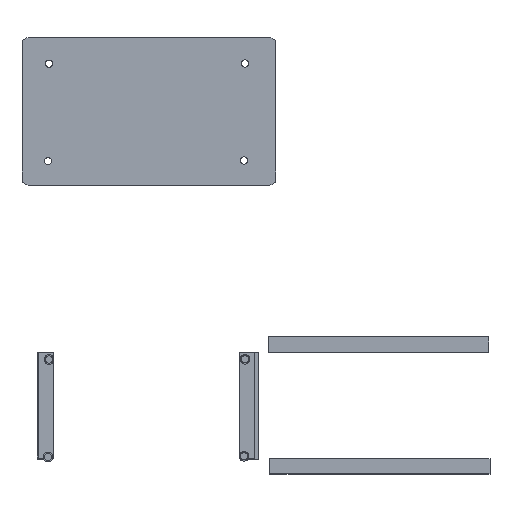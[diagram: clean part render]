
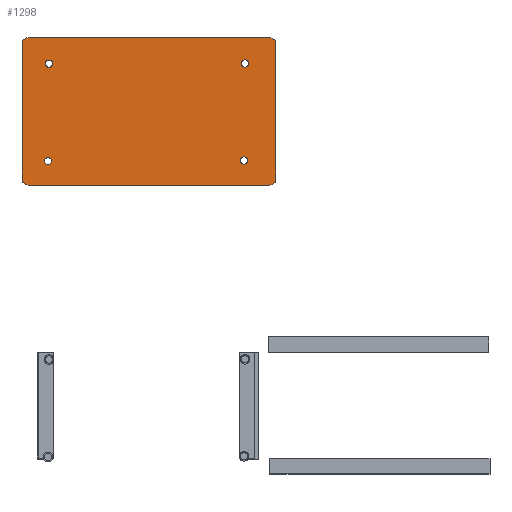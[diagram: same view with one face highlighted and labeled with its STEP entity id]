
A CAD part, top view. The second image highlights one B-rep face of the part: STEP entity #1298.
In plain terms, the highlighted planar face has unit normal (0, 0, 1).
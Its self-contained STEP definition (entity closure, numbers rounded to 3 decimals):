
#1 = ORIENTED_EDGE ( 'NONE', *, *, #1282, .F. ) ;
#9 = VERTEX_POINT ( 'NONE', #63 ) ;
#27 = VERTEX_POINT ( 'NONE', #1290 ) ;
#42 = CARTESIAN_POINT ( 'NONE',  ( 162.937, -81.257, 15. ) ) ;
#50 = DIRECTION ( 'NONE',  ( 1., 0., 0. ) ) ;
#52 = DIRECTION ( 'NONE',  ( 0., 0., 1. ) ) ;
#63 = CARTESIAN_POINT ( 'NONE',  ( 152.733, 79.253, 15. ) ) ;
#86 = AXIS2_PLACEMENT_3D ( 'NONE', #869, #655, #50 ) ;
#87 = DIRECTION ( 'NONE',  ( 1., 0., 0. ) ) ;
#90 = DIRECTION ( 'NONE',  ( 1., 0., 0. ) ) ;
#94 = ORIENTED_EDGE ( 'NONE', *, *, #1458, .T. ) ;
#99 = CARTESIAN_POINT ( 'NONE',  ( 158.733, 79.253, 15. ) ) ;
#137 = ORIENTED_EDGE ( 'NONE', *, *, #1564, .T. ) ;
#150 = DIRECTION ( 'NONE',  ( 0., 0., 1. ) ) ;
#171 = CARTESIAN_POINT ( 'NONE',  ( -165.518, 78.893, 15. ) ) ;
#190 = FACE_BOUND ( 'NONE', #928, .T. ) ;
#206 = ORIENTED_EDGE ( 'NONE', *, *, #441, .T. ) ;
#212 = ORIENTED_EDGE ( 'NONE', *, *, #729, .F. ) ;
#221 = VERTEX_POINT ( 'NONE', #1197 ) ;
#222 = CIRCLE ( 'NONE', #1461, 6. ) ;
#225 = CIRCLE ( 'NONE', #566, 10. ) ;
#236 = AXIS2_PLACEMENT_3D ( 'NONE', #171, #275, #779 ) ;
#254 = CARTESIAN_POINT ( 'NONE',  ( 200., -121.892, 15. ) ) ;
#261 = EDGE_CURVE ( 'NONE', #27, #1434, #1009, .T. ) ;
#268 = CARTESIAN_POINT ( 'NONE',  ( 164.733, 79.253, 15. ) ) ;
#269 = CARTESIAN_POINT ( 'NONE',  ( -200., 121.892, 15. ) ) ;
#270 = EDGE_CURVE ( 'NONE', #361, #925, #222, .T. ) ;
#275 = DIRECTION ( 'NONE',  ( 0., 0., 1. ) ) ;
#295 = CARTESIAN_POINT ( 'NONE',  ( 210., -111.892, 15. ) ) ;
#298 = ORIENTED_EDGE ( 'NONE', *, *, #1342, .T. ) ;
#352 = VERTEX_POINT ( 'NONE', #375 ) ;
#361 = VERTEX_POINT ( 'NONE', #1266 ) ;
#369 = CARTESIAN_POINT ( 'NONE',  ( -172.955, -82.334, 15. ) ) ;
#372 = CARTESIAN_POINT ( 'NONE',  ( -200., 111.892, 15. ) ) ;
#375 = CARTESIAN_POINT ( 'NONE',  ( -200., 121.892, 15. ) ) ;
#376 = VERTEX_POINT ( 'NONE', #369 ) ;
#377 = AXIS2_PLACEMENT_3D ( 'NONE', #99, #693, #90 ) ;
#383 = DIRECTION ( 'NONE',  ( 1., 0., 0. ) ) ;
#388 = CIRCLE ( 'NONE', #1296, 6. ) ;
#413 = CARTESIAN_POINT ( 'NONE',  ( -166.955, -82.334, 15. ) ) ;
#426 = ORIENTED_EDGE ( 'NONE', *, *, #1271, .F. ) ;
#429 = FACE_OUTER_BOUND ( 'NONE', #1238, .T. ) ;
#436 = CARTESIAN_POINT ( 'NONE',  ( 200., -111.892, 15. ) ) ;
#441 = EDGE_CURVE ( 'NONE', #221, #650, #787, .T. ) ;
#446 = DIRECTION ( 'NONE',  ( 1., 0., 0. ) ) ;
#463 = CARTESIAN_POINT ( 'NONE',  ( -200., -111.892, 15. ) ) ;
#467 = CARTESIAN_POINT ( 'NONE',  ( -166.955, -82.334, 15. ) ) ;
#476 = DIRECTION ( 'NONE',  ( 0., 1., 0. ) ) ;
#489 = EDGE_CURVE ( 'NONE', #1222, #858, #388, .T. ) ;
#495 = CIRCLE ( 'NONE', #236, 6. ) ;
#515 = DIRECTION ( 'NONE',  ( -1., 0., 0. ) ) ;
#516 = DIRECTION ( 'NONE',  ( 0., -1., 0. ) ) ;
#521 = CARTESIAN_POINT ( 'NONE',  ( -171.518, 78.893, 15. ) ) ;
#534 = CIRCLE ( 'NONE', #377, 6. ) ;
#539 = ORIENTED_EDGE ( 'NONE', *, *, #261, .T. ) ;
#551 = CIRCLE ( 'NONE', #1245, 10. ) ;
#558 = VECTOR ( 'NONE', #516, 1000. ) ;
#566 = AXIS2_PLACEMENT_3D ( 'NONE', #463, #829, #1102 ) ;
#567 = DIRECTION ( 'NONE',  ( 0., 0., 1. ) ) ;
#581 = EDGE_CURVE ( 'NONE', #352, #27, #752, .T. ) ;
#613 = CARTESIAN_POINT ( 'NONE',  ( 210., 111.892, 15. ) ) ;
#629 = AXIS2_PLACEMENT_3D ( 'NONE', #1511, #659, #1153 ) ;
#630 = CARTESIAN_POINT ( 'NONE',  ( -160.955, -82.334, 15. ) ) ;
#638 = VECTOR ( 'NONE', #476, 1000. ) ;
#641 = LINE ( 'NONE', #269, #812 ) ;
#650 = VERTEX_POINT ( 'NONE', #254 ) ;
#655 = DIRECTION ( 'NONE',  ( 0., 0., 1. ) ) ;
#659 = DIRECTION ( 'NONE',  ( 0., 0., 1. ) ) ;
#662 = DIRECTION ( 'NONE',  ( 0., 0., 1. ) ) ;
#664 = AXIS2_PLACEMENT_3D ( 'NONE', #1410, #52, #515 ) ;
#666 = CARTESIAN_POINT ( 'NONE',  ( -159.518, 78.893, 15. ) ) ;
#673 = DIRECTION ( 'NONE',  ( 0., 0., 1. ) ) ;
#678 = FACE_BOUND ( 'NONE', #900, .T. ) ;
#693 = DIRECTION ( 'NONE',  ( 0., 0., 1. ) ) ;
#700 = CIRCLE ( 'NONE', #629, 6. ) ;
#729 = EDGE_CURVE ( 'NONE', #950, #9, #534, .T. ) ;
#752 = CIRCLE ( 'NONE', #1107, 10. ) ;
#757 = ORIENTED_EDGE ( 'NONE', *, *, #581, .T. ) ;
#773 = EDGE_LOOP ( 'NONE', ( #1395, #1203 ) ) ;
#776 = CIRCLE ( 'NONE', #86, 6. ) ;
#779 = DIRECTION ( 'NONE',  ( 1., 0., 0. ) ) ;
#787 = LINE ( 'NONE', #1081, #1374 ) ;
#810 = EDGE_CURVE ( 'NONE', #1531, #352, #641, .T. ) ;
#812 = VECTOR ( 'NONE', #917, 1000. ) ;
#829 = DIRECTION ( 'NONE',  ( 0., 0., 1. ) ) ;
#830 = CIRCLE ( 'NONE', #1196, 6. ) ;
#843 = EDGE_CURVE ( 'NONE', #846, #1531, #1359, .T. ) ;
#846 = VERTEX_POINT ( 'NONE', #1048 ) ;
#858 = VERTEX_POINT ( 'NONE', #521 ) ;
#862 = CARTESIAN_POINT ( 'NONE',  ( 200., 121.892, 15. ) ) ;
#869 = CARTESIAN_POINT ( 'NONE',  ( 158.733, 79.253, 15. ) ) ;
#872 = EDGE_CURVE ( 'NONE', #376, #1292, #1432, .T. ) ;
#900 = EDGE_LOOP ( 'NONE', ( #1367, #1541 ) ) ;
#906 = ORIENTED_EDGE ( 'NONE', *, *, #810, .T. ) ;
#917 = DIRECTION ( 'NONE',  ( -1., 0., 0. ) ) ;
#925 = VERTEX_POINT ( 'NONE', #42 ) ;
#928 = EDGE_LOOP ( 'NONE', ( #992, #1 ) ) ;
#949 = CARTESIAN_POINT ( 'NONE',  ( -165.518, 78.893, 15. ) ) ;
#950 = VERTEX_POINT ( 'NONE', #268 ) ;
#957 = LINE ( 'NONE', #613, #638 ) ;
#992 = ORIENTED_EDGE ( 'NONE', *, *, #872, .F. ) ;
#1009 = LINE ( 'NONE', #1234, #558 ) ;
#1013 = DIRECTION ( 'NONE',  ( 1., 0., 0. ) ) ;
#1031 = EDGE_CURVE ( 'NONE', #925, #361, #700, .T. ) ;
#1048 = CARTESIAN_POINT ( 'NONE',  ( 210., 111.892, 15. ) ) ;
#1052 = CARTESIAN_POINT ( 'NONE',  ( -210., -111.892, 15. ) ) ;
#1055 = VERTEX_POINT ( 'NONE', #295 ) ;
#1070 = FACE_BOUND ( 'NONE', #773, .T. ) ;
#1081 = CARTESIAN_POINT ( 'NONE',  ( -200., -121.892, 15. ) ) ;
#1102 = DIRECTION ( 'NONE',  ( 1., 0., 0. ) ) ;
#1107 = AXIS2_PLACEMENT_3D ( 'NONE', #372, #1456, #1110 ) ;
#1110 = DIRECTION ( 'NONE',  ( 1., 0., 0. ) ) ;
#1140 = DIRECTION ( 'NONE',  ( 0., 0., 1. ) ) ;
#1153 = DIRECTION ( 'NONE',  ( 1., 0., 0. ) ) ;
#1174 = DIRECTION ( 'NONE',  ( 0., 0., 1. ) ) ;
#1186 = EDGE_CURVE ( 'NONE', #858, #1222, #495, .T. ) ;
#1189 = ORIENTED_EDGE ( 'NONE', *, *, #843, .T. ) ;
#1196 = AXIS2_PLACEMENT_3D ( 'NONE', #413, #1140, #1013 ) ;
#1197 = CARTESIAN_POINT ( 'NONE',  ( -200., -121.892, 15. ) ) ;
#1203 = ORIENTED_EDGE ( 'NONE', *, *, #1031, .F. ) ;
#1222 = VERTEX_POINT ( 'NONE', #666 ) ;
#1234 = CARTESIAN_POINT ( 'NONE',  ( -210., 111.892, 15. ) ) ;
#1238 = EDGE_LOOP ( 'NONE', ( #298, #94, #1189, #906, #757, #539, #137, #206 ) ) ;
#1239 = AXIS2_PLACEMENT_3D ( 'NONE', #467, #567, #87 ) ;
#1245 = AXIS2_PLACEMENT_3D ( 'NONE', #1427, #673, #446 ) ;
#1266 = CARTESIAN_POINT ( 'NONE',  ( 150.937, -81.257, 15. ) ) ;
#1271 = EDGE_CURVE ( 'NONE', #9, #950, #776, .T. ) ;
#1282 = EDGE_CURVE ( 'NONE', #1292, #376, #830, .T. ) ;
#1290 = CARTESIAN_POINT ( 'NONE',  ( -210., 111.892, 15. ) ) ;
#1292 = VERTEX_POINT ( 'NONE', #630 ) ;
#1296 = AXIS2_PLACEMENT_3D ( 'NONE', #949, #662, #1440 ) ;
#1298 = ADVANCED_FACE ( 'NONE', ( #190, #1070, #1556, #678, #429 ), #1535, .T. ) ;
#1303 = DIRECTION ( 'NONE',  ( 1., 0., 0. ) ) ;
#1306 = EDGE_LOOP ( 'NONE', ( #426, #212 ) ) ;
#1342 = EDGE_CURVE ( 'NONE', #650, #1055, #551, .T. ) ;
#1359 = CIRCLE ( 'NONE', #664, 10. ) ;
#1366 = CARTESIAN_POINT ( 'NONE',  ( 156.937, -81.257, 15. ) ) ;
#1367 = ORIENTED_EDGE ( 'NONE', *, *, #1186, .F. ) ;
#1374 = VECTOR ( 'NONE', #1559, 1000. ) ;
#1395 = ORIENTED_EDGE ( 'NONE', *, *, #270, .F. ) ;
#1410 = CARTESIAN_POINT ( 'NONE',  ( 200., 111.892, 15. ) ) ;
#1427 = CARTESIAN_POINT ( 'NONE',  ( 200., -111.892, 15. ) ) ;
#1432 = CIRCLE ( 'NONE', #1239, 6. ) ;
#1434 = VERTEX_POINT ( 'NONE', #1052 ) ;
#1440 = DIRECTION ( 'NONE',  ( 1., 0., 0. ) ) ;
#1456 = DIRECTION ( 'NONE',  ( 0., 0., 1. ) ) ;
#1458 = EDGE_CURVE ( 'NONE', #1055, #846, #957, .T. ) ;
#1461 = AXIS2_PLACEMENT_3D ( 'NONE', #1366, #150, #383 ) ;
#1511 = CARTESIAN_POINT ( 'NONE',  ( 156.937, -81.257, 15. ) ) ;
#1527 = AXIS2_PLACEMENT_3D ( 'NONE', #436, #1174, #1303 ) ;
#1531 = VERTEX_POINT ( 'NONE', #862 ) ;
#1535 = PLANE ( 'NONE',  #1527 ) ;
#1541 = ORIENTED_EDGE ( 'NONE', *, *, #489, .F. ) ;
#1556 = FACE_BOUND ( 'NONE', #1306, .T. ) ;
#1559 = DIRECTION ( 'NONE',  ( 1., 0., 0. ) ) ;
#1564 = EDGE_CURVE ( 'NONE', #1434, #221, #225, .T. ) ;
